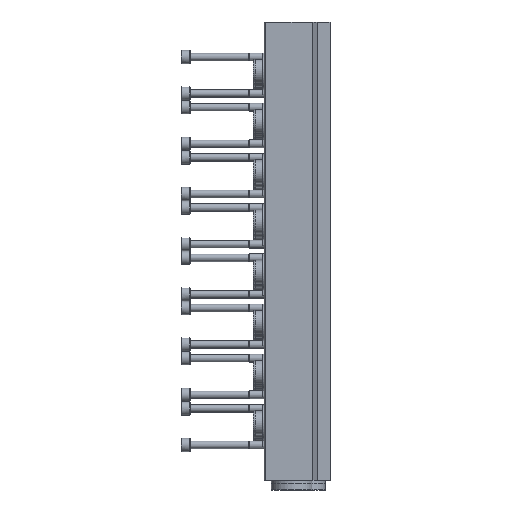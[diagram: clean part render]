
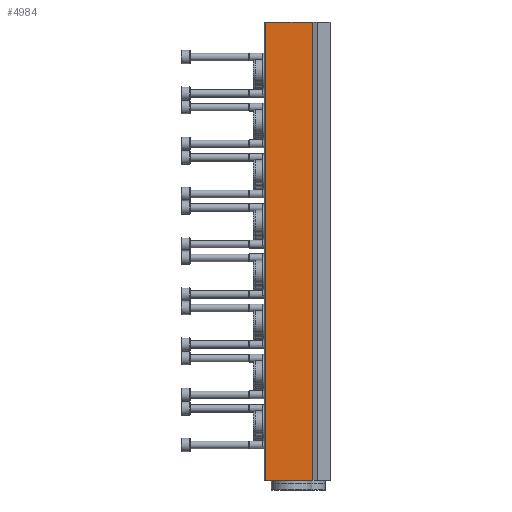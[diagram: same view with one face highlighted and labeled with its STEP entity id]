
A CAD part, left-side view. The second image highlights one B-rep face of the part: STEP entity #4984.
In plain terms, the highlighted planar face has unit normal (-1, 0, 0).
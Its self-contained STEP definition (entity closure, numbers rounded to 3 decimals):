
#234=PLANE('',#5371);
#746=ORIENTED_EDGE('',*,*,#2020,.F.);
#747=ORIENTED_EDGE('',*,*,#2019,.F.);
#748=ORIENTED_EDGE('',*,*,#2021,.T.);
#749=ORIENTED_EDGE('',*,*,#2022,.T.);
#2019=EDGE_CURVE('',#2656,#2654,#3127,.T.);
#2020=EDGE_CURVE('',#2654,#2657,#3128,.T.);
#2021=EDGE_CURVE('',#2656,#2658,#3129,.T.);
#2022=EDGE_CURVE('',#2658,#2657,#3130,.T.);
#2654=VERTEX_POINT('',#8154);
#2656=VERTEX_POINT('',#8158);
#2657=VERTEX_POINT('',#8162);
#2658=VERTEX_POINT('',#8164);
#3127=LINE('',#8159,#3421);
#3128=LINE('',#8161,#3422);
#3129=LINE('',#8163,#3423);
#3130=LINE('',#8165,#3424);
#3421=VECTOR('',#6058,1000.);
#3422=VECTOR('',#6061,1000.);
#3423=VECTOR('',#6062,1000.);
#3424=VECTOR('',#6063,1000.);
#3737=EDGE_LOOP('',(#746,#747,#748,#749));
#4303=FACE_BOUND('',#3737,.T.);
#4984=ADVANCED_FACE('',(#4303),#234,.T.);
#5371=AXIS2_PLACEMENT_3D('',#8160,#6059,#6060);
#6058=DIRECTION('',(0.,0.,1.));
#6059=DIRECTION('',(-1.,0.,0.));
#6060=DIRECTION('',(0.,0.,1.));
#6061=DIRECTION('',(0.,-1.,0.));
#6062=DIRECTION('',(0.,-1.,0.));
#6063=DIRECTION('',(0.,0.,1.));
#8154=CARTESIAN_POINT('',(-47.,41.5,0.));
#8158=CARTESIAN_POINT('',(-47.,41.5,-292.));
#8159=CARTESIAN_POINT('',(-47.,41.5,-292.));
#8160=CARTESIAN_POINT('',(-47.,41.5,-292.));
#8161=CARTESIAN_POINT('',(-47.,41.5,0.));
#8162=CARTESIAN_POINT('',(-47.,11.858,0.));
#8163=CARTESIAN_POINT('',(-47.,41.5,-292.));
#8164=CARTESIAN_POINT('',(-47.,11.858,-292.));
#8165=CARTESIAN_POINT('',(-47.,11.858,-292.));
